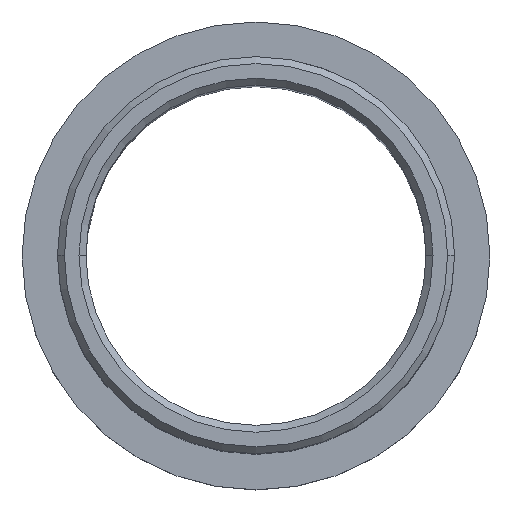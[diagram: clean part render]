
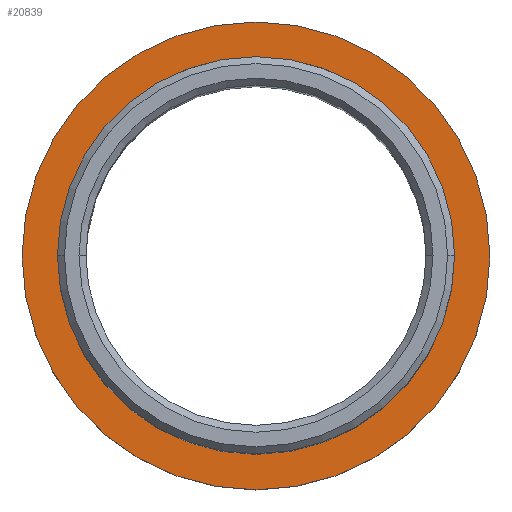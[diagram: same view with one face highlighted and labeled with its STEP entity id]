
A CAD part, top view. The second image highlights one B-rep face of the part: STEP entity #20839.
In plain terms, the highlighted planar face has unit normal (0, 0, 1).
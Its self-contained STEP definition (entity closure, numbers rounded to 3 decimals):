
#1234 = CARTESIAN_POINT ( 'NONE',  ( -16.85, 0., 2.5 ) ) ;
#1972 = AXIS2_PLACEMENT_3D ( 'NONE', #14130, #3233, #17800 ) ;
#2303 = AXIS2_PLACEMENT_3D ( 'NONE', #15462, #20926, #9938 ) ;
#2769 = CIRCLE ( 'NONE', #2962, 14.1 ) ;
#2962 = AXIS2_PLACEMENT_3D ( 'NONE', #10375, #16072, #10553 ) ;
#3233 = DIRECTION ( 'NONE',  ( 0., 0., 1. ) ) ;
#4753 = DIRECTION ( 'NONE',  ( 1., 0., 0. ) ) ;
#5334 = AXIS2_PLACEMENT_3D ( 'NONE', #16640, #7817, #12977 ) ;
#6745 = DIRECTION ( 'NONE',  ( 0., 0., 1. ) ) ;
#7499 = EDGE_CURVE ( 'NONE', #11103, #22494, #15636, .T. ) ;
#7678 = VERTEX_POINT ( 'NONE', #1234 ) ;
#7817 = DIRECTION ( 'NONE',  ( 0., 0., 1. ) ) ;
#7981 = CARTESIAN_POINT ( 'NONE',  ( 14.1, 0., 2.5 ) ) ;
#8778 = FACE_OUTER_BOUND ( 'NONE', #9641, .T. ) ;
#9641 = EDGE_LOOP ( 'NONE', ( #16629, #21992 ) ) ;
#9938 = DIRECTION ( 'NONE',  ( 1., 0., 0. ) ) ;
#10375 = CARTESIAN_POINT ( 'NONE',  ( 0., 0., 2.5 ) ) ;
#10553 = DIRECTION ( 'NONE',  ( 1., 0., 0. ) ) ;
#11035 = AXIS2_PLACEMENT_3D ( 'NONE', #19507, #6745, #4753 ) ;
#11103 = VERTEX_POINT ( 'NONE', #22231 ) ;
#11214 = EDGE_CURVE ( 'NONE', #16065, #7678, #17413, .T. ) ;
#11963 = ORIENTED_EDGE ( 'NONE', *, *, #13300, .F. ) ;
#12977 = DIRECTION ( 'NONE',  ( 1., 0., 0. ) ) ;
#13300 = EDGE_CURVE ( 'NONE', #22494, #11103, #2769, .T. ) ;
#14130 = CARTESIAN_POINT ( 'NONE',  ( 0., 0., 2.5 ) ) ;
#15462 = CARTESIAN_POINT ( 'NONE',  ( 0., 0., 2.5 ) ) ;
#15626 = FACE_BOUND ( 'NONE', #16870, .T. ) ;
#15636 = CIRCLE ( 'NONE', #5334, 14.1 ) ;
#16065 = VERTEX_POINT ( 'NONE', #19349 ) ;
#16072 = DIRECTION ( 'NONE',  ( 0., 0., 1. ) ) ;
#16629 = ORIENTED_EDGE ( 'NONE', *, *, #16807, .T. ) ;
#16640 = CARTESIAN_POINT ( 'NONE',  ( 0., 0., 2.5 ) ) ;
#16807 = EDGE_CURVE ( 'NONE', #7678, #16065, #19926, .T. ) ;
#16870 = EDGE_LOOP ( 'NONE', ( #22585, #11963 ) ) ;
#17131 = PLANE ( 'NONE',  #2303 ) ;
#17413 = CIRCLE ( 'NONE', #11035, 16.85 ) ;
#17800 = DIRECTION ( 'NONE',  ( 1., 0., 0. ) ) ;
#19349 = CARTESIAN_POINT ( 'NONE',  ( 16.85, 0., 2.5 ) ) ;
#19507 = CARTESIAN_POINT ( 'NONE',  ( 0., 0., 2.5 ) ) ;
#19926 = CIRCLE ( 'NONE', #1972, 16.85 ) ;
#20839 = ADVANCED_FACE ( 'NONE', ( #15626, #8778 ), #17131, .T. ) ;
#20926 = DIRECTION ( 'NONE',  ( 0., 0., 1. ) ) ;
#21992 = ORIENTED_EDGE ( 'NONE', *, *, #11214, .T. ) ;
#22231 = CARTESIAN_POINT ( 'NONE',  ( -14.1, 0., 2.5 ) ) ;
#22494 = VERTEX_POINT ( 'NONE', #7981 ) ;
#22585 = ORIENTED_EDGE ( 'NONE', *, *, #7499, .F. ) ;
